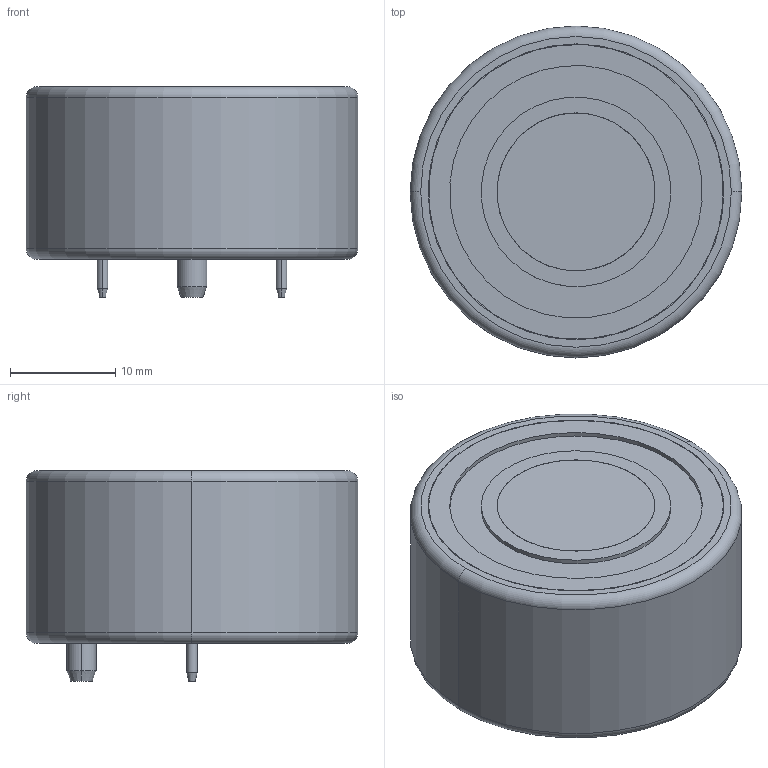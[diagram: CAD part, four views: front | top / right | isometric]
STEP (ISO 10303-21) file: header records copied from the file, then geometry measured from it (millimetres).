
FILE_DESCRIPTION (( 'STEP AP214' ), '1' );
FILE_NAME ('S+7OX Sensor.STEP', '2023-10-05T12:38:31', ( '' ), ( '' ), 'SwSTEP 2.0', 'SolidWorks 2023', '' );
FILE_SCHEMA (( 'AUTOMOTIVE_DESIGN' ));
Length unit declared in the file: millimetre
Products named in the file (5): 10086 - S+7OX Top; 40001 - 4 Series Dustcover; 40004 - GS+7 Series Connector Pin; S+7OX Sensor; 10085 - S+7OX Body
Assembly tree (5 placements, depth 2):
  S+7OX Sensor
    10085 - S+7OX Body
    40004 - GS+7 Series Connector Pin  x2
    10086 - S+7OX Top
    40001 - 4 Series Dustcover
Bounding box: 31.5 x 31.5 x 20 mm (x, y, z)
Volume: 6481.9 mm3; surface area: 6486.6 mm2
Topology: 5 solids, 5 shells, 161 faces, 357 edges, 224 vertices
Faces by surface type: cylinder 68, plane 62, torus 17, cone 10, sphere 4
Entity records: 4332 total; most frequent: DIRECTION 814, CARTESIAN_POINT 711, ORIENTED_EDGE 662, EDGE_CURVE 331, AXIS2_PLACEMENT_3D 329, VERTEX_POINT 210, CIRCLE 173, EDGE_LOOP 171
